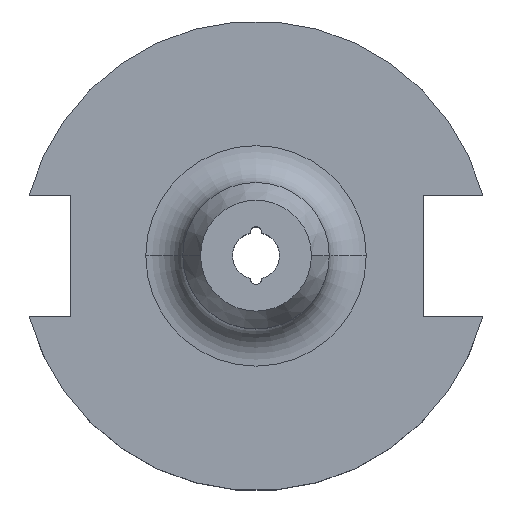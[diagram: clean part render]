
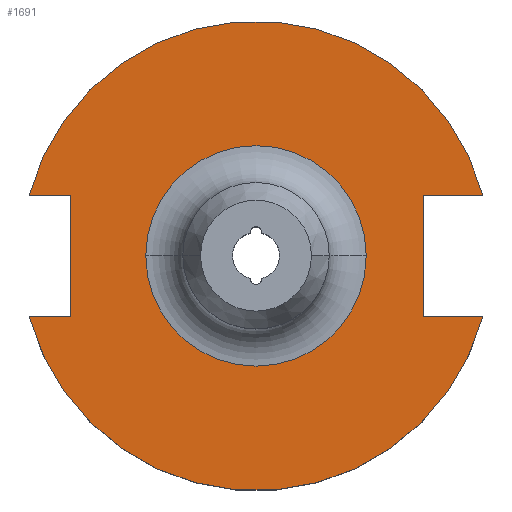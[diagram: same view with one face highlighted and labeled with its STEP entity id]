
A CAD part, top view. The second image highlights one B-rep face of the part: STEP entity #1691.
In plain terms, the highlighted planar face has unit normal (0, 0, 1).
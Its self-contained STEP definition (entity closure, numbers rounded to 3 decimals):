
#11 = AXIS2_PLACEMENT_3D ( 'NONE', #1622, #230, #486 ) ;
#13 = VERTEX_POINT ( 'NONE', #40 ) ;
#32 = FACE_OUTER_BOUND ( 'NONE', #1066, .T. ) ;
#37 = CARTESIAN_POINT ( 'NONE',  ( 14.906, 0., 19.05 ) ) ;
#40 = CARTESIAN_POINT ( 'NONE',  ( -25.091, -8.191, 19.05 ) ) ;
#51 = CARTESIAN_POINT ( 'NONE',  ( 0., 0., 19.05 ) ) ;
#67 = ORIENTED_EDGE ( 'NONE', *, *, #1571, .T. ) ;
#190 = VERTEX_POINT ( 'NONE', #739 ) ;
#230 = DIRECTION ( 'NONE',  ( 0., 0., 1. ) ) ;
#242 = ORIENTED_EDGE ( 'NONE', *, *, #279, .F. ) ;
#248 = DIRECTION ( 'NONE',  ( 0., 0., -1. ) ) ;
#279 = EDGE_CURVE ( 'NONE', #551, #13, #1256, .T. ) ;
#292 = DIRECTION ( 'NONE',  ( -1., 0., 0. ) ) ;
#311 = EDGE_CURVE ( 'NONE', #1311, #1727, #416, .T. ) ;
#327 = CARTESIAN_POINT ( 'NONE',  ( 0., 9.906, 19.05 ) ) ;
#351 = VERTEX_POINT ( 'NONE', #37 ) ;
#362 = CARTESIAN_POINT ( 'NONE',  ( -25.091, 8.191, 19.05 ) ) ;
#372 = VECTOR ( 'NONE', #1209, 1000. ) ;
#384 = CARTESIAN_POINT ( 'NONE',  ( -25.091, 8.191, 19.05 ) ) ;
#386 = DIRECTION ( 'NONE',  ( 0., 1., 0. ) ) ;
#398 = FACE_BOUND ( 'NONE', #1670, .T. ) ;
#401 = VECTOR ( 'NONE', #514, 1000. ) ;
#416 = LINE ( 'NONE', #488, #954 ) ;
#419 = CARTESIAN_POINT ( 'NONE',  ( -61.091, 8.191, 19.05 ) ) ;
#429 = CARTESIAN_POINT ( 'NONE',  ( -30.675, -8.191, 19.05 ) ) ;
#433 = VERTEX_POINT ( 'NONE', #362 ) ;
#434 = CARTESIAN_POINT ( 'NONE',  ( 0., 0., 19.05 ) ) ;
#459 = LINE ( 'NONE', #419, #1443 ) ;
#460 = ORIENTED_EDGE ( 'NONE', *, *, #1056, .T. ) ;
#486 = DIRECTION ( 'NONE',  ( 1., 0., 0. ) ) ;
#488 = CARTESIAN_POINT ( 'NONE',  ( 22.606, 9.906, 19.05 ) ) ;
#501 = LINE ( 'NONE', #1036, #372 ) ;
#514 = DIRECTION ( 'NONE',  ( 1., 0., 0. ) ) ;
#545 = ORIENTED_EDGE ( 'NONE', *, *, #1482, .T. ) ;
#551 = VERTEX_POINT ( 'NONE', #429 ) ;
#598 = DIRECTION ( 'NONE',  ( 0., 0., -1. ) ) ;
#611 = ORIENTED_EDGE ( 'NONE', *, *, #1588, .T. ) ;
#635 = CARTESIAN_POINT ( 'NONE',  ( 0., 0., 19.05 ) ) ;
#671 = CARTESIAN_POINT ( 'NONE',  ( 30.675, -8.191, 19.05 ) ) ;
#688 = ORIENTED_EDGE ( 'NONE', *, *, #1077, .T. ) ;
#689 = EDGE_CURVE ( 'NONE', #190, #1324, #1726, .T. ) ;
#712 = DIRECTION ( 'NONE',  ( 0., 0., 1. ) ) ;
#739 = CARTESIAN_POINT ( 'NONE',  ( 30.675, 8.191, 19.05 ) ) ;
#752 = CARTESIAN_POINT ( 'NONE',  ( -14.906, 0., 19.05 ) ) ;
#792 = AXIS2_PLACEMENT_3D ( 'NONE', #327, #598, #1552 ) ;
#794 = ORIENTED_EDGE ( 'NONE', *, *, #689, .T. ) ;
#839 = VECTOR ( 'NONE', #1490, 1000. ) ;
#852 = PLANE ( 'NONE',  #792 ) ;
#878 = CARTESIAN_POINT ( 'NONE',  ( -30.675, 8.191, 19.05 ) ) ;
#928 = VERTEX_POINT ( 'NONE', #671 ) ;
#932 = CIRCLE ( 'NONE', #11, 31.75 ) ;
#954 = VECTOR ( 'NONE', #386, 1000. ) ;
#961 = EDGE_CURVE ( 'NONE', #1311, #928, #501, .T. ) ;
#968 = DIRECTION ( 'NONE',  ( 0., 0., -1. ) ) ;
#981 = ORIENTED_EDGE ( 'NONE', *, *, #961, .F. ) ;
#1020 = CIRCLE ( 'NONE', #1360, 14.906 ) ;
#1036 = CARTESIAN_POINT ( 'NONE',  ( 0., -8.192, 19.05 ) ) ;
#1056 = EDGE_CURVE ( 'NONE', #1688, #351, #1020, .T. ) ;
#1066 = EDGE_LOOP ( 'NONE', ( #611, #242, #67, #981, #1262, #1089, #794, #688 ) ) ;
#1077 = EDGE_CURVE ( 'NONE', #1324, #433, #459, .T. ) ;
#1089 = ORIENTED_EDGE ( 'NONE', *, *, #1105, .F. ) ;
#1091 = DIRECTION ( 'NONE',  ( -1., 0., 0. ) ) ;
#1105 = EDGE_CURVE ( 'NONE', #190, #1727, #1108, .T. ) ;
#1108 = LINE ( 'NONE', #1516, #1504 ) ;
#1122 = DIRECTION ( 'NONE',  ( 1., 0., 0. ) ) ;
#1144 = CARTESIAN_POINT ( 'NONE',  ( 22.606, 8.191, 19.05 ) ) ;
#1179 = DIRECTION ( 'NONE',  ( -1., 0., 0. ) ) ;
#1208 = LINE ( 'NONE', #384, #839 ) ;
#1209 = DIRECTION ( 'NONE',  ( 1., 0., 0. ) ) ;
#1256 = LINE ( 'NONE', #1590, #401 ) ;
#1262 = ORIENTED_EDGE ( 'NONE', *, *, #311, .T. ) ;
#1296 = CARTESIAN_POINT ( 'NONE',  ( 22.606, -8.191, 19.05 ) ) ;
#1311 = VERTEX_POINT ( 'NONE', #1296 ) ;
#1313 = AXIS2_PLACEMENT_3D ( 'NONE', #51, #712, #1122 ) ;
#1324 = VERTEX_POINT ( 'NONE', #878 ) ;
#1360 = AXIS2_PLACEMENT_3D ( 'NONE', #434, #968, #1091 ) ;
#1379 = DIRECTION ( 'NONE',  ( 1., 0., 0. ) ) ;
#1443 = VECTOR ( 'NONE', #1379, 1000. ) ;
#1482 = EDGE_CURVE ( 'NONE', #351, #1688, #1620, .T. ) ;
#1490 = DIRECTION ( 'NONE',  ( 0., -1., 0. ) ) ;
#1493 = AXIS2_PLACEMENT_3D ( 'NONE', #635, #248, #1179 ) ;
#1504 = VECTOR ( 'NONE', #292, 1000. ) ;
#1516 = CARTESIAN_POINT ( 'NONE',  ( 0., 8.191, 19.05 ) ) ;
#1552 = DIRECTION ( 'NONE',  ( -1., 0., 0. ) ) ;
#1571 = EDGE_CURVE ( 'NONE', #551, #928, #932, .T. ) ;
#1588 = EDGE_CURVE ( 'NONE', #433, #13, #1208, .T. ) ;
#1590 = CARTESIAN_POINT ( 'NONE',  ( -61.091, -8.191, 19.05 ) ) ;
#1620 = CIRCLE ( 'NONE', #1493, 14.906 ) ;
#1622 = CARTESIAN_POINT ( 'NONE',  ( 0., 0., 19.05 ) ) ;
#1670 = EDGE_LOOP ( 'NONE', ( #460, #545 ) ) ;
#1688 = VERTEX_POINT ( 'NONE', #752 ) ;
#1691 = ADVANCED_FACE ( 'NONE', ( #398, #32 ), #852, .F. ) ;
#1726 = CIRCLE ( 'NONE', #1313, 31.75 ) ;
#1727 = VERTEX_POINT ( 'NONE', #1144 ) ;
